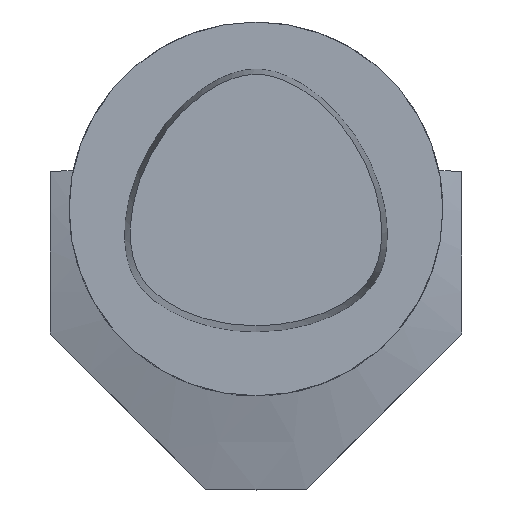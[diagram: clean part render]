
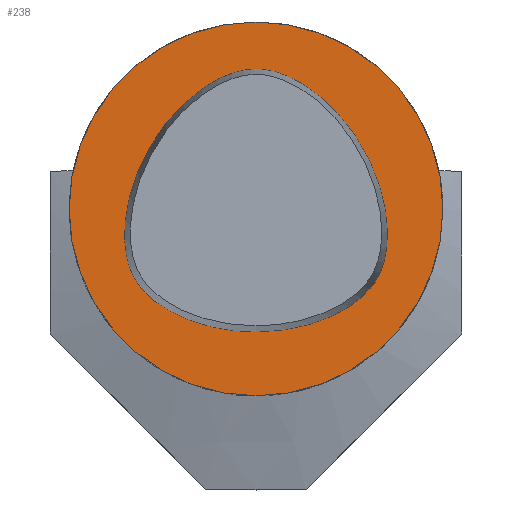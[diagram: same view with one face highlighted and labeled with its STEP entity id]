
A CAD part, top view. The second image highlights one B-rep face of the part: STEP entity #238.
In plain terms, the highlighted planar face has unit normal (0, 0, 1).
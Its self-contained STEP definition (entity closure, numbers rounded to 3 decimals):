
#238=ADVANCED_FACE('',(#326),#286,.T.);
#286=PLANE('',#849);
#326=FACE_OUTER_BOUND('',#371,.T.);
#371=EDGE_LOOP('',(#426));
#426=ORIENTED_EDGE('',*,*,#702,.T.);
#632=VERTEX_POINT('',#1141);
#702=EDGE_CURVE('',#632,#632,#805,.T.);
#805=CIRCLE('',#848,20.);
#848=AXIS2_PLACEMENT_3D('',#1140,#927,#928);
#849=AXIS2_PLACEMENT_3D('',#1142,#929,#930);
#927=DIRECTION('',(0.,0.,1.));
#928=DIRECTION('',(1.,0.,0.));
#929=DIRECTION('',(0.,0.,1.));
#930=DIRECTION('',(-1.,0.,0.));
#1140=CARTESIAN_POINT('',(0.,0.,0.));
#1141=CARTESIAN_POINT('',(20.,0.,0.));
#1142=CARTESIAN_POINT('',(0.,0.,0.));
